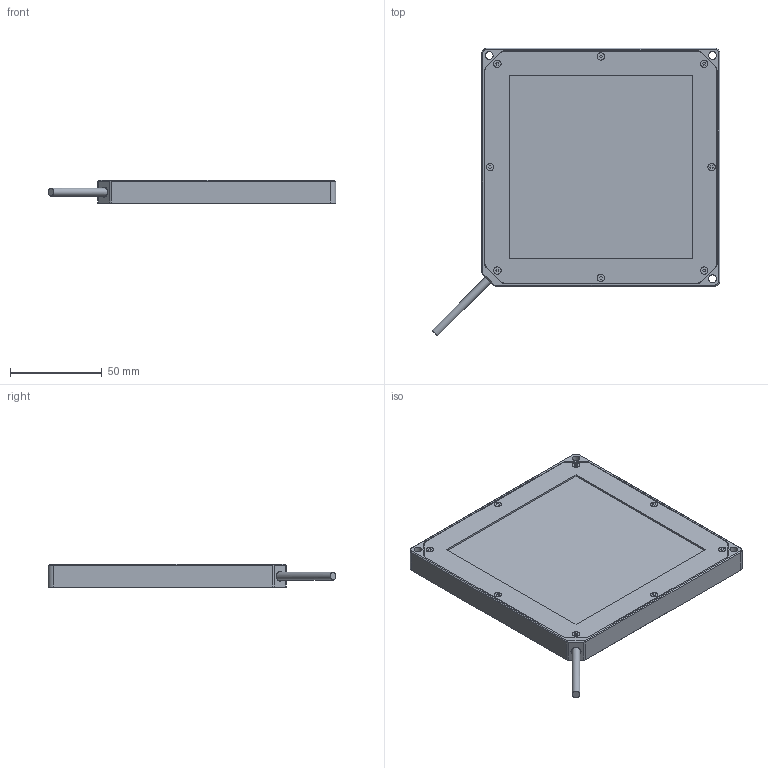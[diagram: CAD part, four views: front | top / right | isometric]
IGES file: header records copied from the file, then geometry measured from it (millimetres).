
Global section: file name: BE-F100-100-FX-K; native system: Autodesk Inventor 2015; preprocessor: unknown; author: lck; date: 20150722.070251; units: millimetre
Bounding box: 157.12 x 157.13 x 13.1 mm (x, y, z)
Volume: 108529.2 mm3; surface area: 66712.2 mm2
Topology: 1 solids, 2 shells, 203 faces, 482 edges, 302 vertices
Faces by surface type: bspline 203
